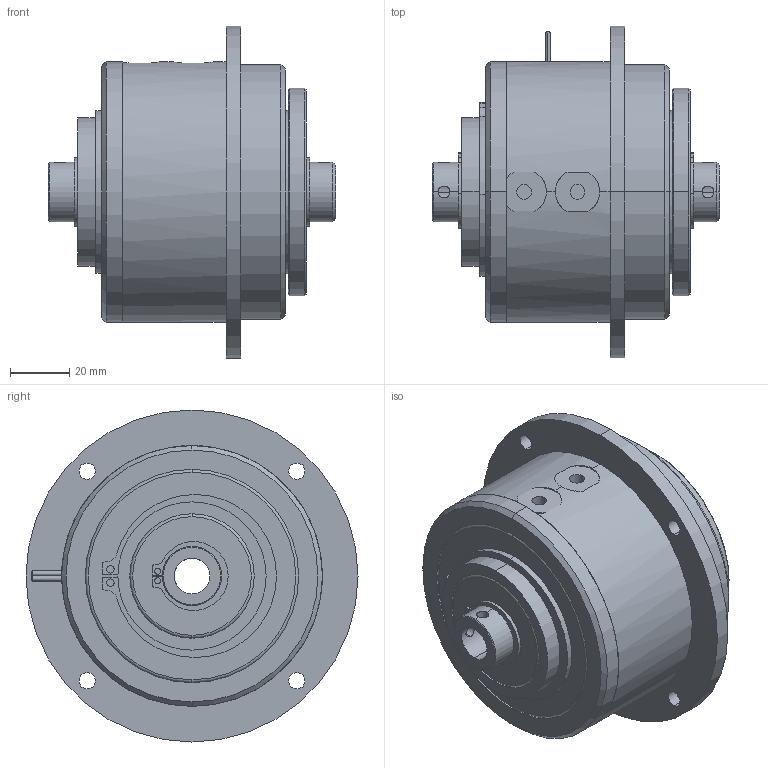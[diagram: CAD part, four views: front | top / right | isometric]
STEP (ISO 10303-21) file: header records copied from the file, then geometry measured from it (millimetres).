
FILE_DESCRIPTION (( 'STEP AP203' ), '1' );
FILE_NAME ('OPC 40A_25447700.STEP', '2016-06-07T05:40:09', ( ' ' ), ( '' ), 'SwSTEP 2.0', 'SolidWorks 2009', '' );
FILE_SCHEMA (( 'CONFIG_CONTROL_DESIGN' ));
Length unit declared in the file: millimetre
Products named in the file (1): OPC 40A_25447700
Bounding box: 97 x 112 x 112 mm (x, y, z)
Volume: 426964.6 mm3; surface area: 51018.2 mm2
Topology: 1 solids, 1 shells, 180 faces, 445 edges, 284 vertices
Faces by surface type: cylinder 106, plane 52, cone 12, torus 10
Entity records: 6033 total; most frequent: CARTESIAN_POINT 1502, DIRECTION 994, ORIENTED_EDGE 882, EDGE_CURVE 441, AXIS2_PLACEMENT_3D 400, VERTEX_POINT 284, EDGE_LOOP 227, CIRCLE 219
